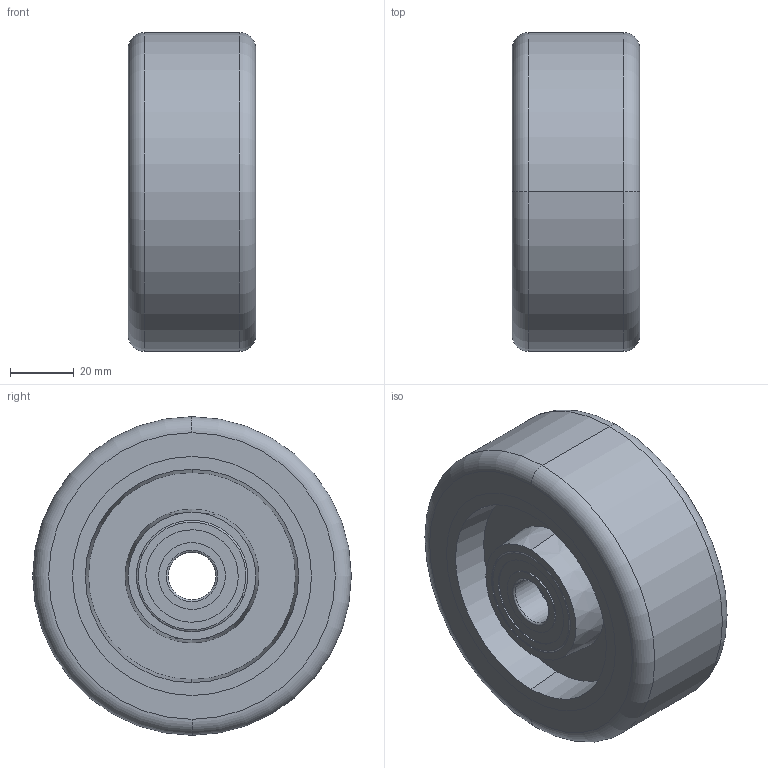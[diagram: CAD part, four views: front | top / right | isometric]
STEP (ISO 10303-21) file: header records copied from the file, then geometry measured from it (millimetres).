
FILE_DESCRIPTION (( 'STEP AP214' ), '1' );
FILE_NAME ('0016382_EGA-100-40-40-K15.STEP', '2015-08-14T08:57:19', ( '' ), ( '' ), 'SwSTEP 2.0', 'SolidWorks 2014', '' );
FILE_SCHEMA (( 'AUTOMOTIVE_DESIGN' ));
Length unit declared in the file: millimetre
Products named in the file (1): 0016382_EGA-100-40-40-K15
Bounding box: 40 x 100 x 100 mm (x, y, z)
Volume: 247539.6 mm3; surface area: 67421.7 mm2
Topology: 5 solids, 7 shells, 116 faces, 232 edges, 140 vertices
Faces by surface type: cylinder 48, torus 28, plane 24, cone 16
Entity records: 4422 total; most frequent: DIRECTION 634, CARTESIAN_POINT 489, ORIENTED_EDGE 464, AXIS2_PLACEMENT_3D 285, EDGE_CURVE 232, CIRCLE 168, EDGE_LOOP 140, VERTEX_POINT 140
